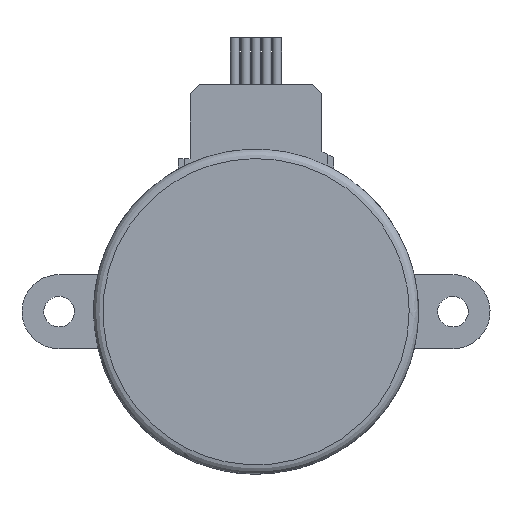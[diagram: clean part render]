
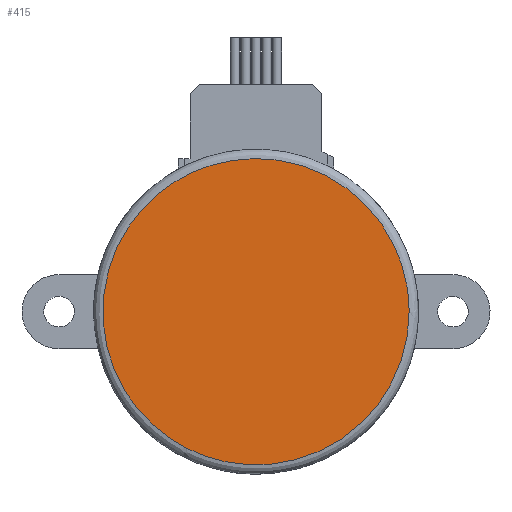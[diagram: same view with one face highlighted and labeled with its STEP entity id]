
A CAD part, front view. The second image highlights one B-rep face of the part: STEP entity #415.
In plain terms, the highlighted free-form (B-spline) face has degree [1, 1] with [2, 2] control points.
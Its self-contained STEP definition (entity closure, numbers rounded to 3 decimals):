
#415 = ADVANCED_FACE('',(#416),#430,.F.);
#416 = FACE_BOUND('',#417,.T.);
#417 = EDGE_LOOP('',(#418));
#418 = ORIENTED_EDGE('',*,*,#419,.F.);
#419 = EDGE_CURVE('',#420,#420,#422,.T.);
#420 = VERTEX_POINT('',#421);
#421 = CARTESIAN_POINT('',(22.186,0.,0.));
#422 = ( BOUNDED_CURVE() B_SPLINE_CURVE(2,(#423,#424,#425,#426,#427,#428
,#429),.UNSPECIFIED.,.T.,.F.) B_SPLINE_CURVE_WITH_KNOTS((1,2,2,2,2,1),(
    -2.094,0.,2.094,4.189,6.283,
8.378),.UNSPECIFIED.) CURVE() GEOMETRIC_REPRESENTATION_ITEM() 
RATIONAL_B_SPLINE_CURVE((1.,0.5,1.,0.5,1.,0.5,1.)) REPRESENTATION_ITEM(
  '') );
#423 = CARTESIAN_POINT('',(22.186,0.,0.));
#424 = CARTESIAN_POINT('',(22.186,0.,-38.428));
#425 = CARTESIAN_POINT('',(-11.093,0.,-19.214));
#426 = CARTESIAN_POINT('',(-44.373,0.,0.));
#427 = CARTESIAN_POINT('',(-11.093,0.,19.214));
#428 = CARTESIAN_POINT('',(22.186,0.,38.428));
#429 = CARTESIAN_POINT('',(22.186,0.,0.));
#430 = B_SPLINE_SURFACE_WITH_KNOTS('',1,1,(
    (#431,#432)
    ,(#433,#434
    )),.UNSPECIFIED.,.F.,.F.,.F.,(2,2),(2,2),(-16.5,16.5),(-16.5,16.5),
  .PIECEWISE_BEZIER_KNOTS.);
#431 = CARTESIAN_POINT('',(-22.186,0.,22.186));
#432 = CARTESIAN_POINT('',(-22.186,0.,-22.186));
#433 = CARTESIAN_POINT('',(22.186,0.,22.186));
#434 = CARTESIAN_POINT('',(22.186,0.,-22.186));
